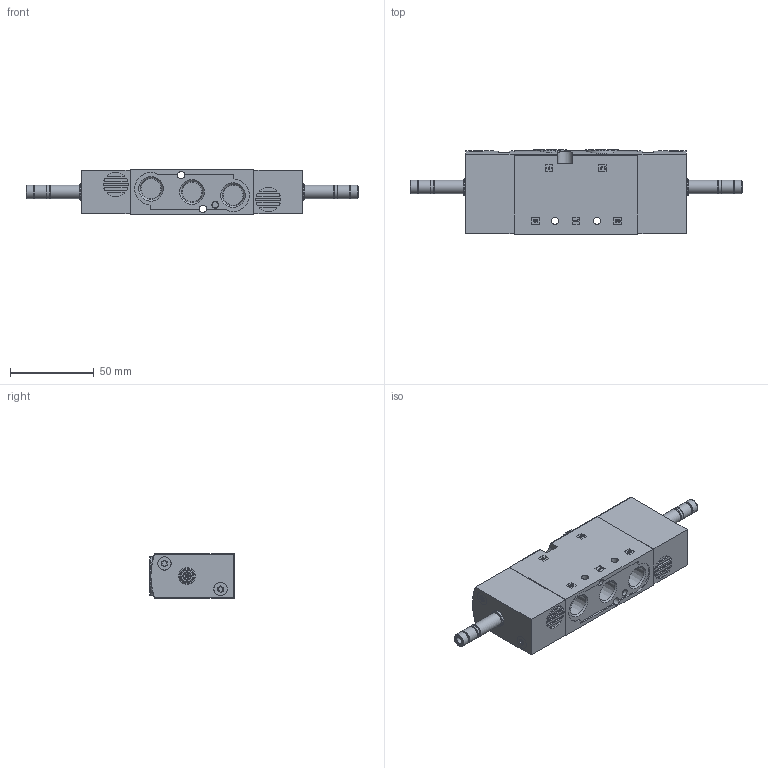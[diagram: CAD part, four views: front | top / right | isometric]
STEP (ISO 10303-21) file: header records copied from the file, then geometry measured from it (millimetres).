
FILE_DESCRIPTION(/* description */ ('STEP AP214'),/* implementation_level */ '2;1');
FILE_NAME(/* name */ '8035224_VUVS-LT25-T32C-MD-N14-F8',/* time_stamp */ '2024-09-17T20:34:38+02:00',/* author */ ('License CC BY-ND 4.0'),/* organization */ ('CADENAS'),/* preprocessor_version */ 'ST-DEVELOPER v19.3',/* originating_system */ 'PARTsolutions',/* authorisation */ ' ');
FILE_SCHEMA (('AUTOMOTIVE_DESIGN {1 0 10303 214 3 1 1}'));
Length unit declared in the file: millimetre
Products named in the file (5): 8035224 VUVS-LT25-T32C-MD-N14-F8; 759338 VUVS-L25-.5.-N14 HOUSING---(H---0_-); 2925351 VUVS-L25-N-COVER53---(H---0_-); 1808371 F-M4x37.5-10.9; 2925351 VUVS-L25-N-COVER53---(H---0_M)
Assembly tree (7 placements, depth 2):
  8035224 VUVS-LT25-T32C-MD-N14-F8
    759338 VUVS-L25-.5.-N14 HOUSING---(H---0_-)
    2925351 VUVS-L25-N-COVER53---(H---0_-)
    1808371 F-M4x37.5-10.9  x4
    2925351 VUVS-L25-N-COVER53---(H---0_M)
Bounding box: 198.2 x 50.5 x 26.5 mm (x, y, z)
Volume: 159452.7 mm3; surface area: 39435.1 mm2
Topology: 7 solids, 7 shells, 645 faces, 1610 edges, 1050 vertices
Faces by surface type: plane 338, cylinder 243, cone 55, torus 9
Full cylindrical faces by diameter (mm): 0.9 x2, 2.4 x2, 2.5 x4, 3.242 x4, 3.8 x4, 4 x4, 4.134 x2, 4.3 x2, 4.4 x2, 4.7 x4, 7.1 x2, 7.9 x4, 8 x12, 10 x2, 19.5 x2
Entity records: 18645 total; most frequent: DIRECTION 2970, CARTESIAN_POINT 2969, ORIENTED_EDGE 2692, EDGE_CURVE 1346, AXIS2_PLACEMENT_3D 1051, VERTEX_POINT 946, LINE 868, VECTOR 868
